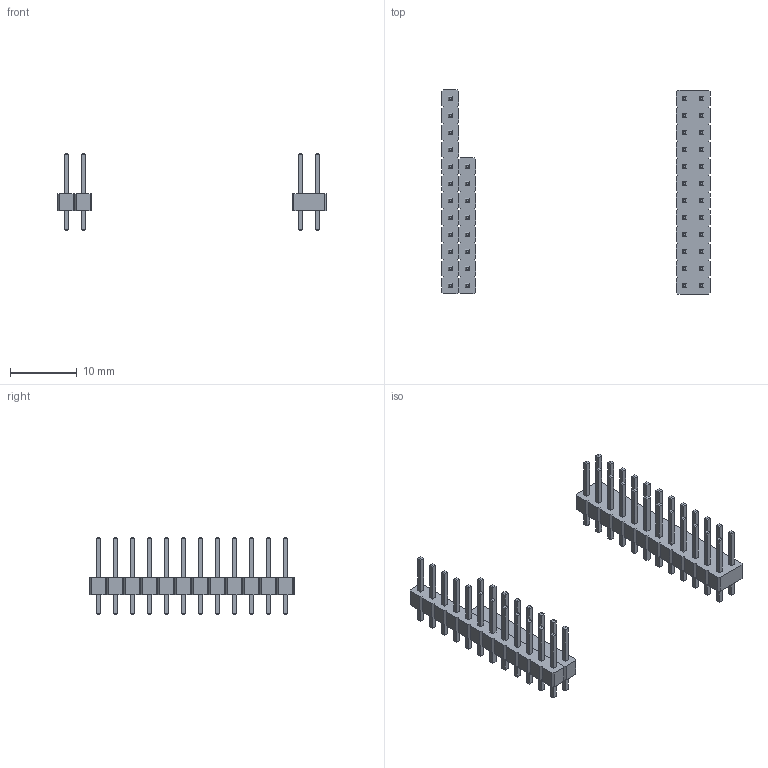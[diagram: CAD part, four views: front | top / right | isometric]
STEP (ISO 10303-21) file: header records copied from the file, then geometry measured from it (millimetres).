
FILE_DESCRIPTION(('FreeCAD Model'),'2;1');
FILE_NAME( 'NanoPiNeoAirOnlyAllPins.step', '2019-08-31T22:41:38',('kicad StepUp'),('ksu MCAD'), 'Open CASCADE STEP processor 7.3','FreeCAD','Unknown');
FILE_SCHEMA(('AUTOMOTIVE_DESIGN { 1 0 10303 214 1 1 1 1 }'));
Length unit declared in the file: millimetre
Products named in the file (1): NanoPiNeoAirOnlyAllPins
Bounding box: 40.11 x 30.52 x 11.54 mm (x, y, z)
Volume: 870.3 mm3; surface area: 1956.8 mm2
Topology: 2 solids, 2 shells, 980 faces, 2322 edges, 1420 vertices
Faces by surface type: plane 980
Entity records: 33993 total; most frequent: CARTESIAN_POINT 4723, ORIENTED_EDGE 4644, DIRECTION 4284, EDGE_CURVE 2322, LINE 2322, VECTOR 2322, VERTEX_POINT 1420, FACE_BOUND 1068
